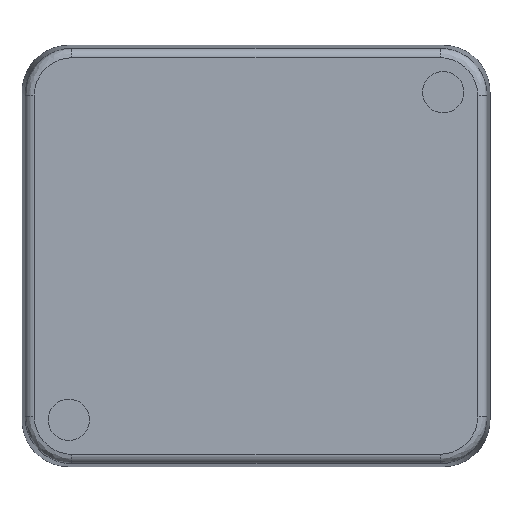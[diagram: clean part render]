
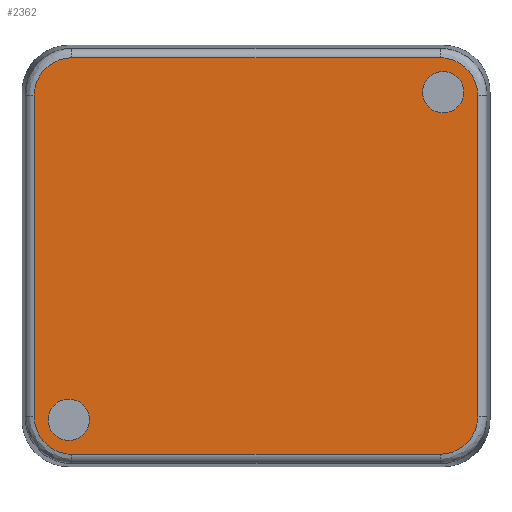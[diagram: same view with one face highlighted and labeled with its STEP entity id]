
A CAD part, front view. The second image highlights one B-rep face of the part: STEP entity #2362.
In plain terms, the highlighted planar face has unit normal (0, -1, 0).
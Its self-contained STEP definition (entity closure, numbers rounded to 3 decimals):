
#43=CARTESIAN_POINT('',(20.,0.,17.5));
#44=DIRECTION('',(0.,-1.,0.));
#45=DIRECTION('',(1.,0.,0.));
#46=AXIS2_PLACEMENT_3D('',#43,#44,#45);
#52=CARTESIAN_POINT('',(20.,0.,17.5));
#53=DIRECTION('',(0.,-1.,0.));
#54=DIRECTION('',(-1.,0.,0.));
#55=AXIS2_PLACEMENT_3D('',#52,#53,#54);
#60=CARTESIAN_POINT('',(-20.,0.,-17.5));
#61=DIRECTION('',(0.,-1.,0.));
#62=DIRECTION('',(-1.,0.,0.));
#63=AXIS2_PLACEMENT_3D('',#60,#61,#62);
#68=CARTESIAN_POINT('',(-20.,0.,-17.5));
#69=DIRECTION('',(0.,-1.,0.));
#70=DIRECTION('',(1.,0.,0.));
#71=AXIS2_PLACEMENT_3D('',#68,#69,#70);
#76=DIRECTION('',(-1.,0.,0.));
#77=VECTOR('',#76,39.358);
#78=CARTESIAN_POINT('',(19.679,0.,21.179));
#79=LINE('',#78,#77);
#83=CARTESIAN_POINT('',(23.679,0.,17.179));
#84=CARTESIAN_POINT('',(23.679,0.,17.444));
#85=CARTESIAN_POINT('',(23.627,0.,17.962));
#86=CARTESIAN_POINT('',(23.398,0.,18.72));
#87=CARTESIAN_POINT('',(23.026,0.,19.415));
#88=CARTESIAN_POINT('',(22.525,0.,20.026));
#89=CARTESIAN_POINT('',(21.915,0.,20.526));
#90=CARTESIAN_POINT('',(21.219,0.,20.898));
#91=CARTESIAN_POINT('',(20.462,0.,21.127));
#92=CARTESIAN_POINT('',(19.944,0.,21.179));
#93=CARTESIAN_POINT('',(19.679,0.,21.179));
#98=DIRECTION('',(0.,0.,1.));
#99=VECTOR('',#98,34.358);
#100=CARTESIAN_POINT('',(23.679,0.,
-17.179));
#101=LINE('',#100,#99);
#105=CARTESIAN_POINT('',(19.679,0.,
-21.179));
#106=CARTESIAN_POINT('',(19.944,0.,
-21.179));
#107=CARTESIAN_POINT('',(20.462,0.,
-21.127));
#108=CARTESIAN_POINT('',(21.22,0.,
-20.898));
#109=CARTESIAN_POINT('',(21.915,0.,
-20.526));
#110=CARTESIAN_POINT('',(22.526,0.,
-20.025));
#111=CARTESIAN_POINT('',(23.026,0.,
-19.415));
#112=CARTESIAN_POINT('',(23.398,0.,
-18.719));
#113=CARTESIAN_POINT('',(23.627,0.,
-17.962));
#114=CARTESIAN_POINT('',(23.679,0.,
-17.444));
#115=CARTESIAN_POINT('',(23.679,0.,
-17.179));
#120=DIRECTION('',(1.,0.,0.));
#121=VECTOR('',#120,39.358);
#122=CARTESIAN_POINT('',(-19.679,0.,
-21.179));
#123=LINE('',#122,#121);
#127=CARTESIAN_POINT('',(-23.679,0.,
-17.179));
#128=CARTESIAN_POINT('',(-23.679,0.,
-17.444));
#129=CARTESIAN_POINT('',(-23.627,0.,
-17.962));
#130=CARTESIAN_POINT('',(-23.398,0.,
-18.72));
#131=CARTESIAN_POINT('',(-23.026,0.,
-19.415));
#132=CARTESIAN_POINT('',(-22.525,0.,
-20.026));
#133=CARTESIAN_POINT('',(-21.915,0.,
-20.526));
#134=CARTESIAN_POINT('',(-21.219,0.,
-20.898));
#135=CARTESIAN_POINT('',(-20.462,0.,
-21.127));
#136=CARTESIAN_POINT('',(-19.944,0.,
-21.179));
#137=CARTESIAN_POINT('',(-19.679,0.,
-21.179));
#142=DIRECTION('',(0.,0.,-1.));
#143=VECTOR('',#142,34.358);
#144=CARTESIAN_POINT('',(-23.679,0.,
17.179));
#145=LINE('',#144,#143);
#149=CARTESIAN_POINT('',(-19.679,0.,
21.179));
#150=CARTESIAN_POINT('',(-19.944,0.,
21.179));
#151=CARTESIAN_POINT('',(-20.462,0.,
21.127));
#152=CARTESIAN_POINT('',(-21.22,0.,
20.898));
#153=CARTESIAN_POINT('',(-21.915,0.,
20.526));
#154=CARTESIAN_POINT('',(-22.526,0.,
20.025));
#155=CARTESIAN_POINT('',(-23.026,0.,
19.415));
#156=CARTESIAN_POINT('',(-23.398,0.,
18.719));
#157=CARTESIAN_POINT('',(-23.627,0.,
17.962));
#158=CARTESIAN_POINT('',(-23.679,0.,
17.444));
#159=CARTESIAN_POINT('',(-23.679,0.,
17.179));
#2011=CARTESIAN_POINT('',(22.2,0.,17.5));
#2012=CARTESIAN_POINT('',(17.8,0.,17.5));
#2013=VERTEX_POINT('',#2011);
#2014=VERTEX_POINT('',#2012);
#2019=CARTESIAN_POINT('',(-22.2,0.,-17.5));
#2020=CARTESIAN_POINT('',(-17.8,0.,-17.5));
#2021=VERTEX_POINT('',#2019);
#2022=VERTEX_POINT('',#2020);
#2301=CARTESIAN_POINT('',(19.679,0.,
21.179));
#2302=CARTESIAN_POINT('',(-19.679,0.,
21.179));
#2303=VERTEX_POINT('',#2301);
#2304=VERTEX_POINT('',#2302);
#2309=VERTEX_POINT('',#159);
#2311=CARTESIAN_POINT('',(-23.679,0.,
-17.179));
#2312=VERTEX_POINT('',#2311);
#2315=VERTEX_POINT('',#137);
#2317=CARTESIAN_POINT('',(19.679,0.,
-21.179));
#2318=VERTEX_POINT('',#2317);
#2321=VERTEX_POINT('',#115);
#2323=CARTESIAN_POINT('',(23.679,0.,
17.179));
#2324=VERTEX_POINT('',#2323);
#2327=CARTESIAN_POINT('',(0.,0.,0.));
#2328=DIRECTION('',(0.,1.,0.));
#2329=DIRECTION('',(1.,0.,0.));
#2330=AXIS2_PLACEMENT_3D('',#2327,#2328,#2329);
#2331=PLANE('',#2330);
#2333=ORIENTED_EDGE('',*,*,#2332,.F.);
#2335=ORIENTED_EDGE('',*,*,#2334,.F.);
#2337=ORIENTED_EDGE('',*,*,#2336,.F.);
#2339=ORIENTED_EDGE('',*,*,#2338,.F.);
#2341=ORIENTED_EDGE('',*,*,#2340,.F.);
#2343=ORIENTED_EDGE('',*,*,#2342,.F.);
#2345=ORIENTED_EDGE('',*,*,#2344,.F.);
#2347=ORIENTED_EDGE('',*,*,#2346,.F.);
#2348=EDGE_LOOP('',(#2333,#2335,#2337,#2339,#2341,#2343,#2345,#2347));
#2349=FACE_OUTER_BOUND('',#2348,.F.);
#2351=ORIENTED_EDGE('',*,*,#2350,.T.);
#2353=ORIENTED_EDGE('',*,*,#2352,.T.);
#2354=EDGE_LOOP('',(#2351,#2353));
#2355=FACE_BOUND('',#2354,.F.);
#2357=ORIENTED_EDGE('',*,*,#2356,.T.);
#2359=ORIENTED_EDGE('',*,*,#2358,.T.);
#2360=EDGE_LOOP('',(#2357,#2359));
#2361=FACE_BOUND('',#2360,.F.);
#2362=ADVANCED_FACE('',(#2349,#2355,#2361),#2331,.F.);
#47=CIRCLE('',#46,2.2);
#56=CIRCLE('',#55,2.2);
#64=CIRCLE('',#63,2.2);
#72=CIRCLE('',#71,2.2);
#94=B_SPLINE_CURVE_WITH_KNOTS('',3,(#83,#84,#85,#86,#87,#88,#89,#90,#91,#92,
#93),.UNSPECIFIED.,.F.,.F.,(4,1,1,1,1,1,1,1,4),(0.,0.125,0.25,0.375,
0.5,0.625,0.75,0.875,1.),.UNSPECIFIED.);
#116=B_SPLINE_CURVE_WITH_KNOTS('',3,(#105,#106,#107,#108,#109,#110,#111,#112,
#113,#114,#115),.UNSPECIFIED.,.F.,.F.,(4,1,1,1,1,1,1,1,4),(0.,0.125,0.25,
0.375,0.5,0.625,0.75,0.875,1.),.UNSPECIFIED.);
#138=B_SPLINE_CURVE_WITH_KNOTS('',3,(#127,#128,#129,#130,#131,#132,#133,#134,
#135,#136,#137),.UNSPECIFIED.,.F.,.F.,(4,1,1,1,1,1,1,1,4),(0.,0.125,0.25,
0.375,0.5,0.625,0.75,0.875,1.),.UNSPECIFIED.);
#160=B_SPLINE_CURVE_WITH_KNOTS('',3,(#149,#150,#151,#152,#153,#154,#155,#156,
#157,#158,#159),.UNSPECIFIED.,.F.,.F.,(4,1,1,1,1,1,1,1,4),(0.,0.125,0.25,
0.375,0.5,0.625,0.75,0.875,1.),.UNSPECIFIED.);
#2332=EDGE_CURVE('',#2303,#2304,#79,.T.);
#2334=EDGE_CURVE('',#2324,#2303,#94,.T.);
#2336=EDGE_CURVE('',#2321,#2324,#101,.T.);
#2338=EDGE_CURVE('',#2318,#2321,#116,.T.);
#2340=EDGE_CURVE('',#2315,#2318,#123,.T.);
#2342=EDGE_CURVE('',#2312,#2315,#138,.T.);
#2344=EDGE_CURVE('',#2309,#2312,#145,.T.);
#2346=EDGE_CURVE('',#2304,#2309,#160,.T.);
#2350=EDGE_CURVE('',#2013,#2014,#47,.T.);
#2352=EDGE_CURVE('',#2014,#2013,#56,.T.);
#2356=EDGE_CURVE('',#2021,#2022,#64,.T.);
#2358=EDGE_CURVE('',#2022,#2021,#72,.T.);
